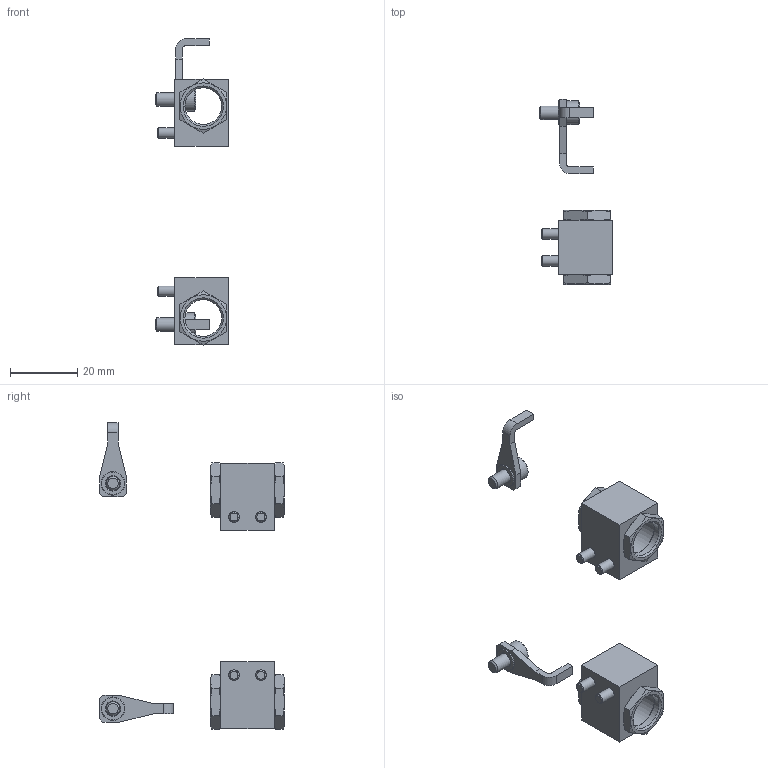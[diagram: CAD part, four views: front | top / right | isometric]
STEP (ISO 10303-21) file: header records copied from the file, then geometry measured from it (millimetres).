
FILE_DESCRIPTION(/* description */ ('STEP AP214'),/* implementation_level */ '2;1');
FILE_NAME(/* name */ '564312_DASI-B10-40-S12',/* time_stamp */ '2024-08-14T17:19:48+02:00',/* author */ ('License CC BY-ND 4.0'),/* organization */ ('CADENAS'),/* preprocessor_version */ 'ST-DEVELOPER v19.3',/* originating_system */ 'PARTsolutions',/* authorisation */ ' ');
FILE_SCHEMA (('AUTOMOTIVE_DESIGN {1 0 10303 214 3 1 1}'));
Length unit declared in the file: millimetre
Products named in the file (7): 564312 DASI-B10-40-S12---(HGRT-40-A); 564312 DASI-B10-40-S12---(KB); DIN-912 - M3x18(F); 1346957 Mutter M12X1-3-14; 564312 DASI-B10-40-S12---(SS); 564312 DASI-B10-40-S12---(SN); DIN-912 - M4x8(F)
Assembly tree (16 placements, depth 2):
  564312 DASI-B10-40-S12---(HGRT-40-A)
    564312 DASI-B10-40-S12---(KB)  x2
    DIN-912 - M3x18(F)  x4
    1346957 Mutter M12X1-3-14  x4
    564312 DASI-B10-40-S12---(SS)  x2
    564312 DASI-B10-40-S12---(SN)  x2
    DIN-912 - M4x8(F)  x2
Bounding box: 21.7 x 55 x 91.08 mm (x, y, z)
Volume: 8485.7 mm3; surface area: 9088.1 mm2
Topology: 16 solids, 16 shells, 296 faces, 616 edges, 362 vertices
Faces by surface type: plane 170, cone 90, cylinder 36
Full cylindrical faces by diameter (mm): 3 x4, 3.2 x4, 4 x2, 4.1 x2, 4.3 x2, 5.5 x4, 5.9 x4, 7 x4, 10.917 x4, 12 x2
Entity records: 2917 total; most frequent: CARTESIAN_POINT 534, DIRECTION 480, ORIENTED_EDGE 372, AXIS2_PLACEMENT_3D 194, EDGE_CURVE 186, FACE_BOUND 156, EDGE_LOOP 154, VERTEX_POINT 128
